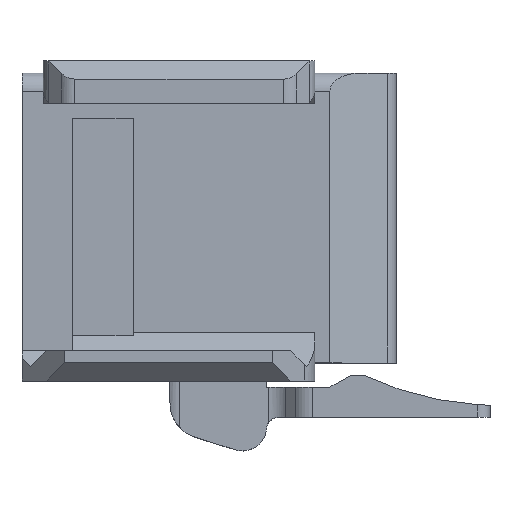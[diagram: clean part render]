
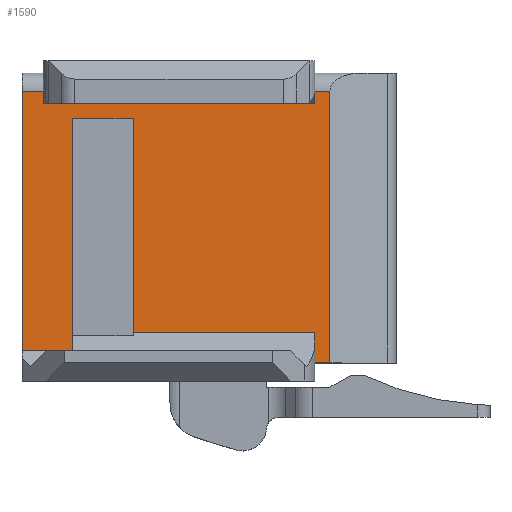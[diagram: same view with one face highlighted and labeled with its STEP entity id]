
A CAD part, top view. The second image highlights one B-rep face of the part: STEP entity #1590.
In plain terms, the highlighted planar face has unit normal (0, 0, 1).
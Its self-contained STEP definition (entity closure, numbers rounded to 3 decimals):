
#55=ELLIPSE('',#1707,2.,2.);
#79=LINE('',#2263,#269);
#119=LINE('',#2370,#309);
#130=LINE('',#2400,#320);
#137=LINE('',#2416,#327);
#139=LINE('',#2420,#329);
#156=LINE('',#2461,#346);
#168=LINE('',#2485,#358);
#171=LINE('',#2490,#361);
#173=LINE('',#2494,#363);
#174=LINE('',#2496,#364);
#175=LINE('',#2497,#365);
#176=LINE('',#2499,#366);
#177=LINE('',#2501,#367);
#178=LINE('',#2502,#368);
#179=LINE('',#2503,#369);
#180=LINE('',#2504,#370);
#269=VECTOR('',#1815,1000.);
#309=VECTOR('',#1891,1000.);
#320=VECTOR('',#1918,1000.);
#327=VECTOR('',#1929,1000.);
#329=VECTOR('',#1933,1000.);
#346=VECTOR('',#1966,1000.);
#358=VECTOR('',#1986,1000.);
#361=VECTOR('',#1991,1000.);
#363=VECTOR('',#1995,1000.);
#364=VECTOR('',#1996,1000.);
#365=VECTOR('',#1997,1000.);
#366=VECTOR('',#1998,1000.);
#367=VECTOR('',#1999,1000.);
#368=VECTOR('',#2000,1000.);
#369=VECTOR('',#2001,1000.);
#370=VECTOR('',#2002,1000.);
#618=ORIENTED_EDGE('',*,*,#1050,.T.);
#619=ORIENTED_EDGE('',*,*,#986,.T.);
#620=ORIENTED_EDGE('',*,*,#1051,.T.);
#621=ORIENTED_EDGE('',*,*,#1001,.F.);
#622=ORIENTED_EDGE('',*,*,#1011,.F.);
#623=ORIENTED_EDGE('',*,*,#1009,.T.);
#624=ORIENTED_EDGE('',*,*,#1052,.F.);
#625=ORIENTED_EDGE('',*,*,#1053,.T.);
#626=ORIENTED_EDGE('',*,*,#1054,.T.);
#627=ORIENTED_EDGE('',*,*,#1032,.F.);
#628=ORIENTED_EDGE('',*,*,#1055,.T.);
#629=ORIENTED_EDGE('',*,*,#1045,.T.);
#630=ORIENTED_EDGE('',*,*,#1056,.T.);
#631=ORIENTED_EDGE('',*,*,#1048,.F.);
#632=ORIENTED_EDGE('',*,*,#937,.T.);
#633=ORIENTED_EDGE('',*,*,#1057,.T.);
#634=ORIENTED_EDGE('',*,*,#1058,.T.);
#937=EDGE_CURVE('',#1173,#1172,#79,.T.);
#986=EDGE_CURVE('',#1210,#1213,#119,.T.);
#1001=EDGE_CURVE('',#1224,#1225,#130,.T.);
#1009=EDGE_CURVE('',#1232,#1231,#137,.T.);
#1011=EDGE_CURVE('',#1232,#1224,#139,.T.);
#1032=EDGE_CURVE('',#1249,#1250,#156,.T.);
#1045=EDGE_CURVE('',#1257,#1256,#168,.T.);
#1048=EDGE_CURVE('',#1173,#1258,#171,.T.);
#1050=EDGE_CURVE('',#1259,#1210,#173,.F.);
#1051=EDGE_CURVE('',#1213,#1225,#174,.T.);
#1052=EDGE_CURVE('',#1260,#1231,#175,.T.);
#1053=EDGE_CURVE('',#1260,#1261,#176,.T.);
#1054=EDGE_CURVE('',#1261,#1250,#177,.F.);
#1055=EDGE_CURVE('',#1249,#1257,#178,.T.);
#1056=EDGE_CURVE('',#1256,#1258,#179,.T.);
#1057=EDGE_CURVE('',#1172,#1262,#180,.T.);
#1058=EDGE_CURVE('',#1262,#1259,#55,.T.);
#1172=VERTEX_POINT('',#2262);
#1173=VERTEX_POINT('',#2264);
#1210=VERTEX_POINT('',#2363);
#1213=VERTEX_POINT('',#2369);
#1224=VERTEX_POINT('',#2399);
#1225=VERTEX_POINT('',#2401);
#1231=VERTEX_POINT('',#2415);
#1232=VERTEX_POINT('',#2417);
#1249=VERTEX_POINT('',#2462);
#1250=VERTEX_POINT('',#2463);
#1256=VERTEX_POINT('',#2484);
#1257=VERTEX_POINT('',#2486);
#1258=VERTEX_POINT('',#2491);
#1259=VERTEX_POINT('',#2495);
#1260=VERTEX_POINT('',#2498);
#1261=VERTEX_POINT('',#2500);
#1262=VERTEX_POINT('',#2505);
#1366=EDGE_LOOP('',(#618,#619,#620,#621,#622,#623,#624,#625,#626,#627,#628,
#629,#630,#631,#632,#633,#634));
#1448=FACE_BOUND('',#1366,.T.);
#1526=PLANE('',#1706);
#1590=ADVANCED_FACE('',(#1448),#1526,.F.);
#1706=AXIS2_PLACEMENT_3D('',#2493,#1993,#1994);
#1707=AXIS2_PLACEMENT_3D('',#2506,#2003,#2004);
#1815=DIRECTION('',(1.,0.,0.));
#1891=DIRECTION('',(0.,1.,0.));
#1918=DIRECTION('',(0.,1.,0.));
#1929=DIRECTION('',(0.,1.,0.));
#1933=DIRECTION('',(1.,0.,0.));
#1966=DIRECTION('',(0.,1.,0.));
#1986=DIRECTION('',(0.,1.,0.));
#1991=DIRECTION('',(0.,1.,0.));
#1993=DIRECTION('',(0.,0.,-1.));
#1994=DIRECTION('',(-1.,0.,0.));
#1995=DIRECTION('',(-1.,0.,0.));
#1996=DIRECTION('',(-1.,0.,0.));
#1997=DIRECTION('',(1.,0.,0.));
#1998=DIRECTION('',(0.,-1.,0.));
#1999=DIRECTION('',(1.,0.,0.));
#2000=DIRECTION('',(1.,0.,0.));
#2001=DIRECTION('',(1.,0.,0.));
#2002=DIRECTION('',(0.,-1.,0.));
#2003=DIRECTION('',(0.,0.,-1.));
#2004=DIRECTION('',(-1.,0.,0.));
#2262=CARTESIAN_POINT('',(36.527,-8.75,-28.894));
#2263=CARTESIAN_POINT('',(37.777,-8.75,-28.894));
#2264=CARTESIAN_POINT('',(21.477,-8.75,-28.894));
#2363=CARTESIAN_POINT('',(37.777,-11.25,-28.894));
#2369=CARTESIAN_POINT('',(37.777,11.25,-28.894));
#2370=CARTESIAN_POINT('',(37.777,-12.75,-28.894));
#2399=CARTESIAN_POINT('',(36.527,10.25,-28.894));
#2400=CARTESIAN_POINT('',(36.527,9.,-28.894));
#2401=CARTESIAN_POINT('',(36.527,11.25,-28.894));
#2415=CARTESIAN_POINT('',(14.027,13.75,-28.894));
#2416=CARTESIAN_POINT('',(14.027,6.383,-28.894));
#2417=CARTESIAN_POINT('',(14.027,10.25,-28.894));
#2420=CARTESIAN_POINT('',(37.777,10.25,-28.894));
#2461=CARTESIAN_POINT('',(12.277,-12.75,-28.894));
#2462=CARTESIAN_POINT('',(12.277,-10.25,-28.894));
#2463=CARTESIAN_POINT('',(12.277,11.25,-28.894));
#2484=CARTESIAN_POINT('',(16.477,9.,-28.894));
#2485=CARTESIAN_POINT('',(16.477,-12.75,-28.894));
#2486=CARTESIAN_POINT('',(16.477,-10.25,-28.894));
#2490=CARTESIAN_POINT('',(21.477,-12.75,-28.894));
#2491=CARTESIAN_POINT('',(21.477,9.,-28.894));
#2493=CARTESIAN_POINT('',(37.777,-12.75,-28.894));
#2494=CARTESIAN_POINT('',(37.777,-11.25,-28.894));
#2495=CARTESIAN_POINT('',(34.527,-11.25,-28.894));
#2496=CARTESIAN_POINT('',(36.527,11.25,-28.894));
#2497=CARTESIAN_POINT('',(37.777,13.75,-28.894));
#2498=CARTESIAN_POINT('',(14.027,13.75,-28.894));
#2499=CARTESIAN_POINT('',(14.027,-12.75,-28.894));
#2500=CARTESIAN_POINT('',(14.027,11.25,-28.894));
#2501=CARTESIAN_POINT('',(12.277,11.25,-28.894));
#2502=CARTESIAN_POINT('',(37.777,-10.25,-28.894));
#2503=CARTESIAN_POINT('',(37.777,9.,-28.894));
#2504=CARTESIAN_POINT('',(36.527,-12.75,-28.894));
#2505=CARTESIAN_POINT('',(36.527,-9.25,-28.894));
#2506=CARTESIAN_POINT('',(34.527,-9.25,-28.894));
